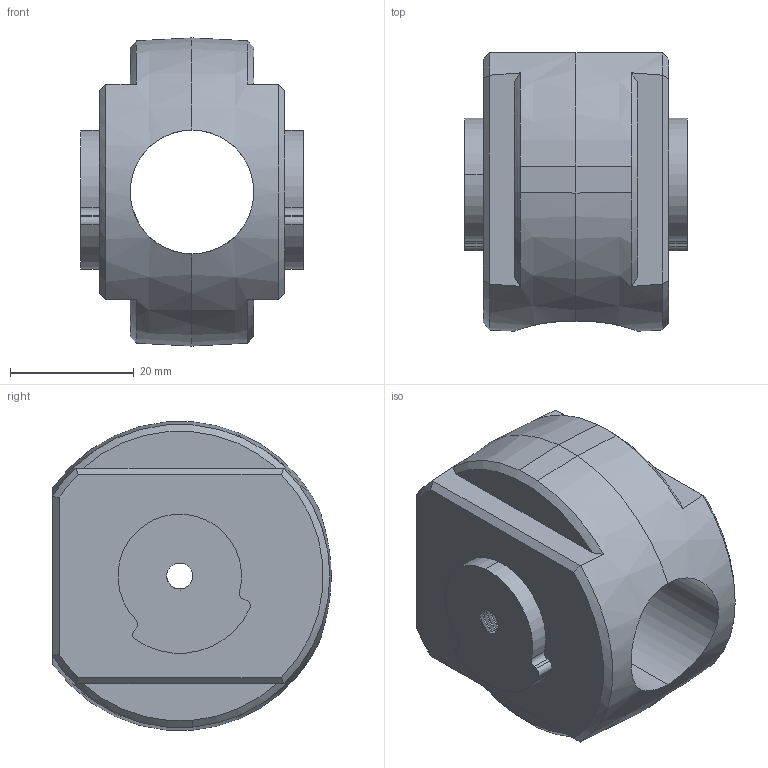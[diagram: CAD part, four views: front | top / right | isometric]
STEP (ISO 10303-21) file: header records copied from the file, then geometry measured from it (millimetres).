
FILE_DESCRIPTION (( 'STEP AP214' ), '1' );
FILE_NAME ('912-134 Birthing Baby Shoulder Chassis - RevE.step', '2024-06-06T10:18:25', ( '' ), ( '' ), 'SwSTEP 2.0', 'SolidWorks 2023', '' );
FILE_SCHEMA (( 'AUTOMOTIVE_DESIGN' ));
Length unit declared in the file: millimetre
Products named in the file (1): 912-134 Birthing Baby Shoulder Chassis - RevE
Bounding box: 36 x 44.97 x 49.81 mm (x, y, z)
Volume: 39207.6 mm3; surface area: 10740 mm2
Topology: 1 solids, 1 shells, 113 faces, 319 edges, 209 vertices
Faces by surface type: cylinder 60, plane 28, cone 17, bspline 8
Entity records: 16459 total; most frequent: CARTESIAN_POINT 13881, ORIENTED_EDGE 638, DIRECTION 436, EDGE_CURVE 319, VERTEX_POINT 209, AXIS2_PLACEMENT_3D 168, EDGE_LOOP 120, ADVANCED_FACE 113
